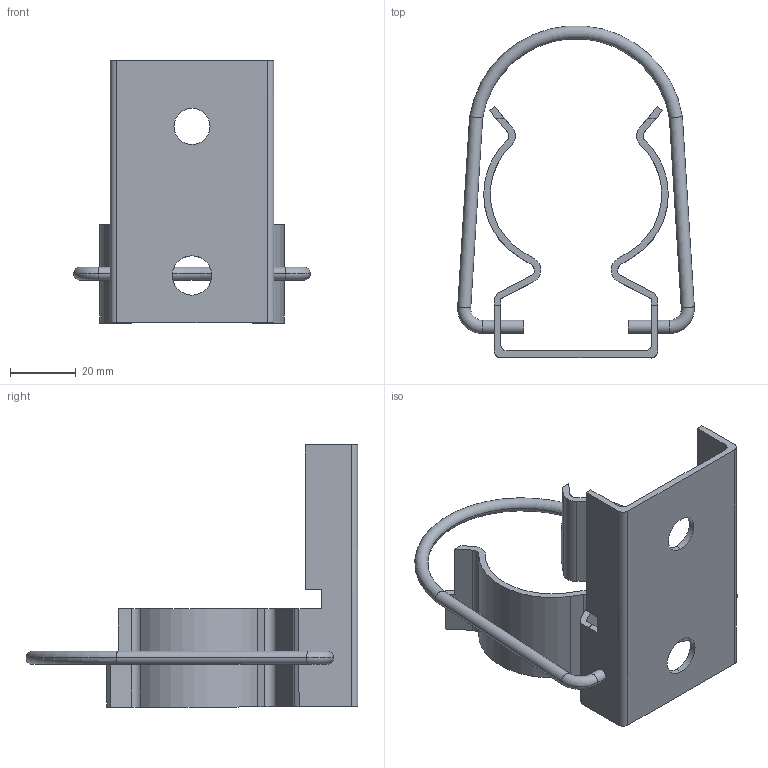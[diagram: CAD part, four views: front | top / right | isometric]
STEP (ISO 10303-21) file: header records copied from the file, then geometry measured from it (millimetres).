
FILE_DESCRIPTION((''),'2;1');
FILE_NAME('SPONKA_ASM','2022-04-07T13:18:06',('klemen.sitar'),('Audax d.o.o.'),'CREO PARAMETRIC BY PTC INC, 2021304','CREO PARAMETRIC BY PTC INC, 2021304','');
FILE_SCHEMA(('AP242_MANAGED_MODEL_BASED_3D_ENGINEERING_MIM_LF { 1 0 10303 442 1 1 4 }'));
Products named in the file (3): PRT9567_1_1_1_1_1_1_1_1_1_1_2_1; OPEN_CASCADE_STEP_TRANSLAT-10_2; SPONKA_ASM
Assembly tree (2 placements, depth 2):
  SPONKA_ASM
    PRT9567_1_1_1_1_1_1_1_1_1_1_2_1
    OPEN_CASCADE_STEP_TRANSLAT-10_2
Bounding box: 72.24 x 101.35 x 80.03 mm (x, y, z)
Volume: 24026.2 mm3; surface area: 25301.2 mm2
Topology: 2 solids, 2 shells, 82 faces, 264 edges, 186 vertices
Faces by surface type: plane 42, cylinder 34, torus 6
Entity records: 4714 total; most frequent: CARTESIAN_POINT 668, ORIENTED_EDGE 528, DIRECTION 524, PRESENTATION_LAYER_ASSIGNMENT 375, COLOUR_RGB 337, EDGE_CURVE 264, AXIS2_PLACEMENT_3D 188, VERTEX_POINT 186
